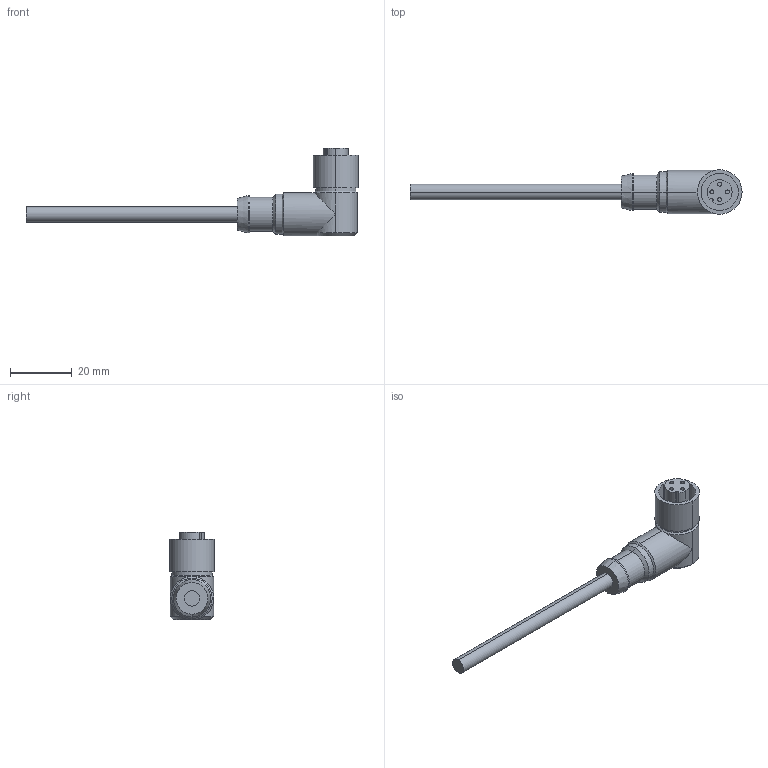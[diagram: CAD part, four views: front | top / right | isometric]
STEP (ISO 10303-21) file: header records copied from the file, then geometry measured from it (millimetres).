
FILE_DESCRIPTION (( 'STEP AP214' ), '1' );
FILE_NAME ('ETV-M12RL-2M.STEP', '2022-12-08T15:49:01', ( '' ), ( '' ), 'SwSTEP 2.0', 'SolidWorks 2022', '' );
FILE_SCHEMA (( 'AUTOMOTIVE_DESIGN' ));
Length unit declared in the file: millimetre
Products named in the file (1): ETV-M12RL-2M
Bounding box: 107.2 x 14.4 x 28.4 mm (x, y, z)
Volume: 8142.7 mm3; surface area: 4357.8 mm2
Topology: 1 solids, 1 shells, 59 faces, 122 edges, 74 vertices
Faces by surface type: cylinder 34, plane 14, cone 11
Entity records: 2317 total; most frequent: CARTESIAN_POINT 339, DIRECTION 303, ORIENTED_EDGE 244, AXIS2_PLACEMENT_3D 127, EDGE_CURVE 122, VERTEX_POINT 74, EDGE_LOOP 68, CIRCLE 67
